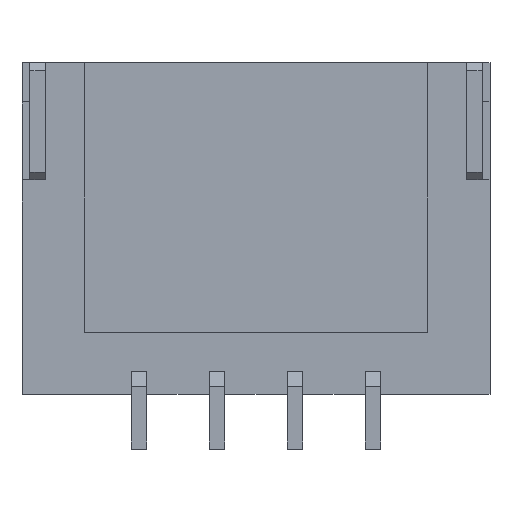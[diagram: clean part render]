
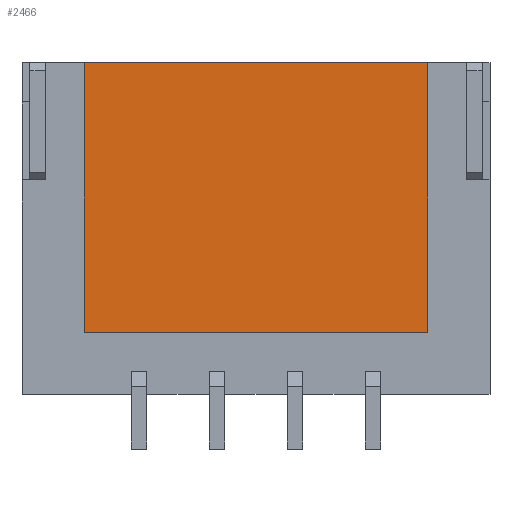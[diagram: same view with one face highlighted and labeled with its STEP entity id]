
A CAD part, front view. The second image highlights one B-rep face of the part: STEP entity #2466.
In plain terms, the highlighted planar face has unit normal (0, -1, 0).
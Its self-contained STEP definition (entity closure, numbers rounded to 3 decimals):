
#92=FACE_OUTER_BOUND('',#236,.T.);
#236=EDGE_LOOP('',(#1849,#1850,#1851,#1852));
#354=LINE('',#3408,#698);
#408=LINE('',#3516,#752);
#410=LINE('',#3521,#754);
#464=LINE('',#3627,#808);
#698=VECTOR('',#2757,4.4);
#752=VECTOR('',#2847,3.45);
#754=VECTOR('',#2851,3.45);
#808=VECTOR('',#2945,4.4);
#1037=VERTEX_POINT('',#3405);
#1038=VERTEX_POINT('',#3407);
#1074=VERTEX_POINT('',#3513);
#1075=VERTEX_POINT('',#3518);
#1266=EDGE_CURVE('',#1037,#1038,#354,.T.);
#1320=EDGE_CURVE('',#1074,#1038,#408,.T.);
#1322=EDGE_CURVE('',#1037,#1075,#410,.T.);
#1376=EDGE_CURVE('',#1075,#1074,#464,.T.);
#1849=ORIENTED_EDGE('',*,*,#1320,.T.);
#1850=ORIENTED_EDGE('',*,*,#1266,.F.);
#1851=ORIENTED_EDGE('',*,*,#1322,.T.);
#1852=ORIENTED_EDGE('',*,*,#1376,.T.);
#2323=PLANE('',#2621);
#2466=ADVANCED_FACE('',(#92),#2323,.T.);
#2621=AXIS2_PLACEMENT_3D('',#3629,#2948,#2949);
#2757=DIRECTION('',(1.,0.,0.));
#2847=DIRECTION('',(0.,0.,1.));
#2851=DIRECTION('',(0.,0.,-1.));
#2945=DIRECTION('',(1.,0.,0.));
#2948=DIRECTION('center_axis',(0.,-1.,0.));
#2949=DIRECTION('ref_axis',(0.,0.,-1.));
#3405=CARTESIAN_POINT('',(0.8,0.,0.));
#3407=CARTESIAN_POINT('',(5.2,0.,0.));
#3408=CARTESIAN_POINT('',(0.,0.,0.));
#3513=CARTESIAN_POINT('',(5.2,0.,-3.45));
#3516=CARTESIAN_POINT('',(5.2,0.,0.));
#3518=CARTESIAN_POINT('',(0.8,0.,-3.45));
#3521=CARTESIAN_POINT('',(0.8,0.,0.));
#3627=CARTESIAN_POINT('',(3.,0.,-3.45));
#3629=CARTESIAN_POINT('Origin',(0.,0.,0.));
